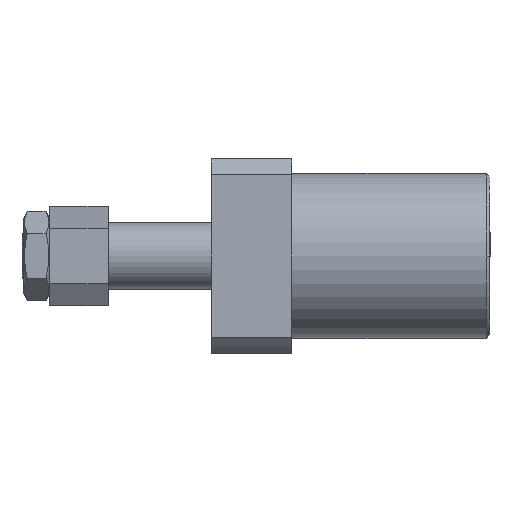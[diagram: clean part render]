
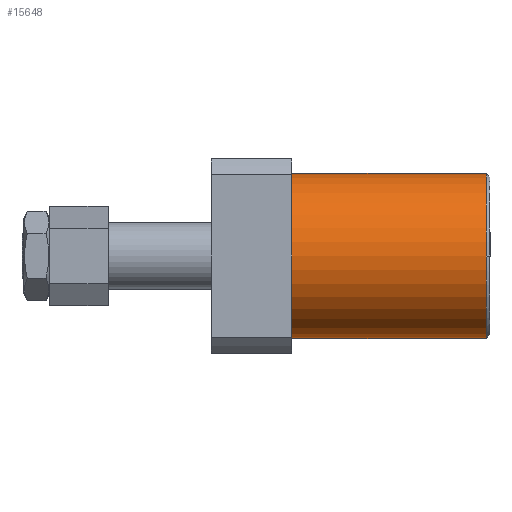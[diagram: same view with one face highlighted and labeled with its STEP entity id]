
A CAD part, left-side view. The second image highlights one B-rep face of the part: STEP entity #15648.
In plain terms, the highlighted cylindrical face has radius 22.5 mm (diameter 45 mm), a partial arc.
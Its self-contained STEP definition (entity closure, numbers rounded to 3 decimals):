
#466 = CIRCLE ( 'NONE', #16869, 22.5 ) ;
#730 = EDGE_LOOP ( 'NONE', ( #6690, #24822, #10042, #7964, #22942 ) ) ;
#1154 = EDGE_CURVE ( 'NONE', #21656, #21879, #18124, .T. ) ;
#2878 = EDGE_CURVE ( 'NONE', #21257, #20079, #9757, .T. ) ;
#3850 = CARTESIAN_POINT ( 'NONE',  ( 0., 0., 0. ) ) ;
#3941 = DIRECTION ( 'NONE',  ( 0., 0., -1. ) ) ;
#4103 = DIRECTION ( 'NONE',  ( 0., -1., 0. ) ) ;
#4795 = VECTOR ( 'NONE', #12318, 1000. ) ;
#5592 = AXIS2_PLACEMENT_3D ( 'NONE', #23213, #10299, #25335 ) ;
#6690 = ORIENTED_EDGE ( 'NONE', *, *, #25030, .F. ) ;
#7964 = ORIENTED_EDGE ( 'NONE', *, *, #10344, .T. ) ;
#8320 = VERTEX_POINT ( 'NONE', #9458 ) ;
#8483 = VECTOR ( 'NONE', #16604, 1000. ) ;
#9458 = CARTESIAN_POINT ( 'NONE',  ( 0., 0., 22.5 ) ) ;
#9757 = LINE ( 'NONE', #12224, #4795 ) ;
#10042 = ORIENTED_EDGE ( 'NONE', *, *, #2878, .T. ) ;
#10299 = DIRECTION ( 'NONE',  ( 0., 1., 0. ) ) ;
#10344 = EDGE_CURVE ( 'NONE', #20079, #21656, #466, .T. ) ;
#10498 = DIRECTION ( 'NONE',  ( 0., 0., -1. ) ) ;
#12224 = CARTESIAN_POINT ( 'NONE',  ( 0., 0., -22.5 ) ) ;
#12318 = DIRECTION ( 'NONE',  ( 0., -1., 0. ) ) ;
#12680 = CARTESIAN_POINT ( 'NONE',  ( 0., -53., 0. ) ) ;
#13397 = DIRECTION ( 'NONE',  ( 0., 1., 0. ) ) ;
#13682 = CARTESIAN_POINT ( 'NONE',  ( 0., 0., -22.5 ) ) ;
#14874 = AXIS2_PLACEMENT_3D ( 'NONE', #12680, #13397, #10498 ) ;
#15648 = ADVANCED_FACE ( 'NONE', ( #19106 ), #25458, .T. ) ;
#16604 = DIRECTION ( 'NONE',  ( 0., -1., 0. ) ) ;
#16830 = LINE ( 'NONE', #20995, #8483 ) ;
#16869 = AXIS2_PLACEMENT_3D ( 'NONE', #25639, #25604, #25581 ) ;
#18124 = CIRCLE ( 'NONE', #14874, 22.5 ) ;
#18151 = CIRCLE ( 'NONE', #5592, 22.5 ) ;
#19099 = AXIS2_PLACEMENT_3D ( 'NONE', #3850, #4103, #3941 ) ;
#19106 = FACE_OUTER_BOUND ( 'NONE', #730, .T. ) ;
#20079 = VERTEX_POINT ( 'NONE', #27663 ) ;
#20995 = CARTESIAN_POINT ( 'NONE',  ( 0., 0., 22.5 ) ) ;
#21257 = VERTEX_POINT ( 'NONE', #13682 ) ;
#21656 = VERTEX_POINT ( 'NONE', #27555 ) ;
#21879 = VERTEX_POINT ( 'NONE', #26686 ) ;
#22942 = ORIENTED_EDGE ( 'NONE', *, *, #1154, .T. ) ;
#23213 = CARTESIAN_POINT ( 'NONE',  ( 0., 0., 0. ) ) ;
#23756 = EDGE_CURVE ( 'NONE', #21257, #8320, #18151, .T. ) ;
#24822 = ORIENTED_EDGE ( 'NONE', *, *, #23756, .F. ) ;
#25030 = EDGE_CURVE ( 'NONE', #8320, #21879, #16830, .T. ) ;
#25335 = DIRECTION ( 'NONE',  ( 0., 0., -1. ) ) ;
#25458 = CYLINDRICAL_SURFACE ( 'NONE', #19099, 22.5 ) ;
#25581 = DIRECTION ( 'NONE',  ( 0., 0., -1. ) ) ;
#25604 = DIRECTION ( 'NONE',  ( 0., 1., 0. ) ) ;
#25639 = CARTESIAN_POINT ( 'NONE',  ( 0., -53., 0. ) ) ;
#26686 = CARTESIAN_POINT ( 'NONE',  ( 0., -53., 22.5 ) ) ;
#27555 = CARTESIAN_POINT ( 'NONE',  ( -22.5, -53., 0. ) ) ;
#27663 = CARTESIAN_POINT ( 'NONE',  ( 0., -53., -22.5 ) ) ;
